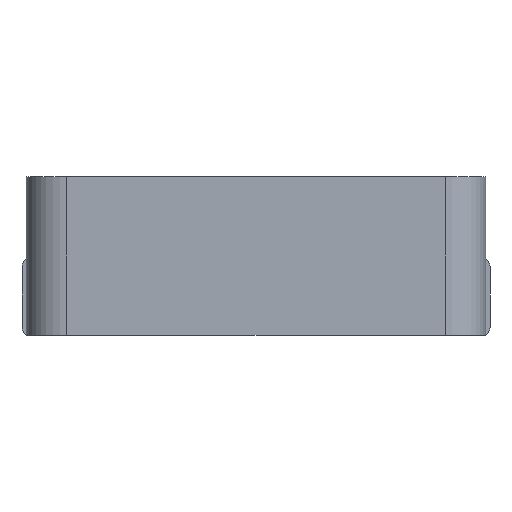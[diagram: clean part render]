
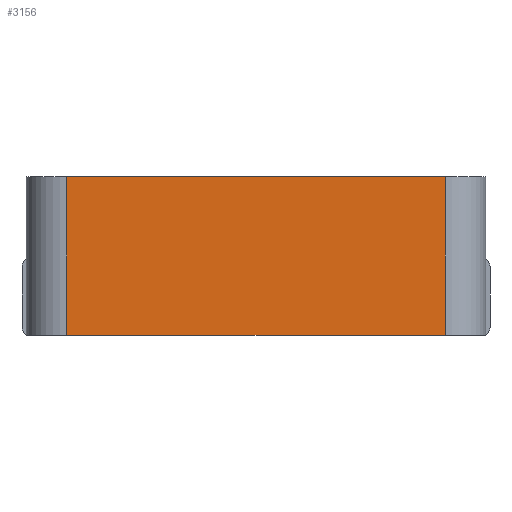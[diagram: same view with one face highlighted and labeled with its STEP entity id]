
A CAD part, front view. The second image highlights one B-rep face of the part: STEP entity #3156.
In plain terms, the highlighted planar face has unit normal (0, -1, 0).
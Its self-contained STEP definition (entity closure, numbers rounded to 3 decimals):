
#195=ORIENTED_EDGE('',*,*,#878,.F.);
#196=ORIENTED_EDGE('',*,*,#879,.T.);
#197=ORIENTED_EDGE('',*,*,#858,.T.);
#198=ORIENTED_EDGE('',*,*,#880,.T.);
#858=EDGE_CURVE('',#1201,#1200,#1431,.T.);
#878=EDGE_CURVE('',#1217,#1218,#1449,.T.);
#879=EDGE_CURVE('',#1217,#1201,#1450,.F.);
#880=EDGE_CURVE('',#1200,#1218,#1451,.T.);
#1200=VERTEX_POINT('',#4021);
#1201=VERTEX_POINT('',#4023);
#1217=VERTEX_POINT('',#4064);
#1218=VERTEX_POINT('',#4065);
#1431=LINE('',#4022,#1678);
#1449=LINE('',#4063,#1696);
#1450=LINE('',#4066,#1697);
#1451=LINE('',#4067,#1698);
#1678=VECTOR('',#3469,1000.);
#1696=VECTOR('',#3501,1000.);
#1697=VECTOR('',#3502,1000.);
#1698=VECTOR('',#3503,1000.);
#1898=EDGE_LOOP('',(#195,#196,#197,#198));
#2031=FACE_BOUND('',#1898,.T.);
#2164=PLANE('',#3290);
#3156=ADVANCED_FACE('',(#2031),#2164,.T.);
#3290=AXIS2_PLACEMENT_3D('',#4062,#3499,#3500);
#3469=DIRECTION('',(1.,0.,0.));
#3499=DIRECTION('',(0.,-1.,0.));
#3500=DIRECTION('',(1.,0.,0.));
#3501=DIRECTION('',(1.,0.,0.));
#3502=DIRECTION('',(0.,0.,1.));
#3503=DIRECTION('',(0.,0.,1.));
#4021=CARTESIAN_POINT('',(4.65,-5.,-4.));
#4022=CARTESIAN_POINT('',(-5.5,-5.,-4.));
#4023=CARTESIAN_POINT('',(-4.65,-5.,-4.));
#4062=CARTESIAN_POINT('',(-5.5,-5.,-4.));
#4063=CARTESIAN_POINT('',(0.,-5.,-0.1));
#4064=CARTESIAN_POINT('',(-4.65,-5.,-0.1));
#4065=CARTESIAN_POINT('',(4.65,-5.,-0.1));
#4066=CARTESIAN_POINT('',(-4.65,-5.,-4.));
#4067=CARTESIAN_POINT('',(4.65,-5.,-4.));
